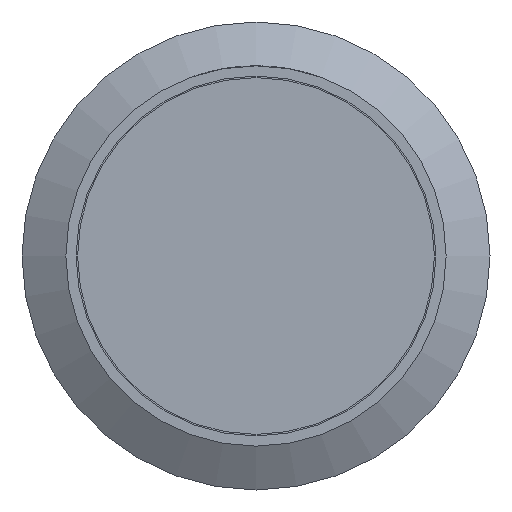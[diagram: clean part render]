
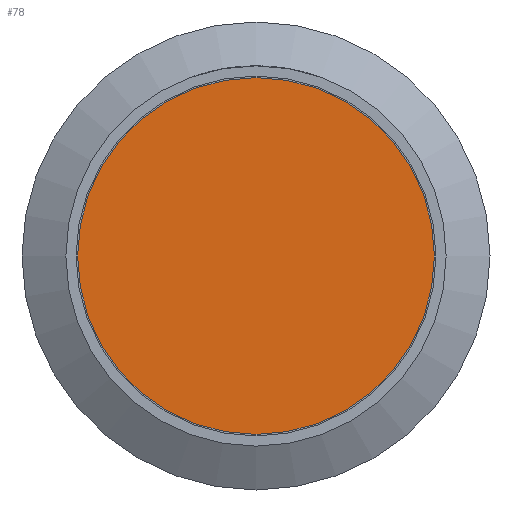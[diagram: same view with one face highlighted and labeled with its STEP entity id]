
A CAD part, left-side view. The second image highlights one B-rep face of the part: STEP entity #78.
In plain terms, the highlighted planar face has unit normal (-1, 0, 0).
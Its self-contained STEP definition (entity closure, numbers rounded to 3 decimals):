
#78 = ADVANCED_FACE( '', ( #174 ), #175, .F. );
#174 = FACE_OUTER_BOUND( '', #286, .T. );
#175 = PLANE( '', #287 );
#286 = EDGE_LOOP( '', ( #420 ) );
#287 = AXIS2_PLACEMENT_3D( '', #421, #422, #423 );
#420 = ORIENTED_EDGE( '', *, *, #528, .F. );
#421 = CARTESIAN_POINT( '', ( 0., 0., 0. ) );
#422 = DIRECTION( '', ( 1., 0., 0. ) );
#423 = DIRECTION( '', ( 0., 0., -1. ) );
#528 = EDGE_CURVE( '', #599, #599, #600, .T. );
#599 = VERTEX_POINT( '', #708 );
#600 = CIRCLE( '', #709, 3.05 );
#708 = CARTESIAN_POINT( '', ( 0., 0., -3.05 ) );
#709 = AXIS2_PLACEMENT_3D( '', #786, #787, #788 );
#786 = CARTESIAN_POINT( '', ( 0., 0., 0. ) );
#787 = DIRECTION( '', ( 1., 0., 0. ) );
#788 = DIRECTION( '', ( 0., 0., -1. ) );
